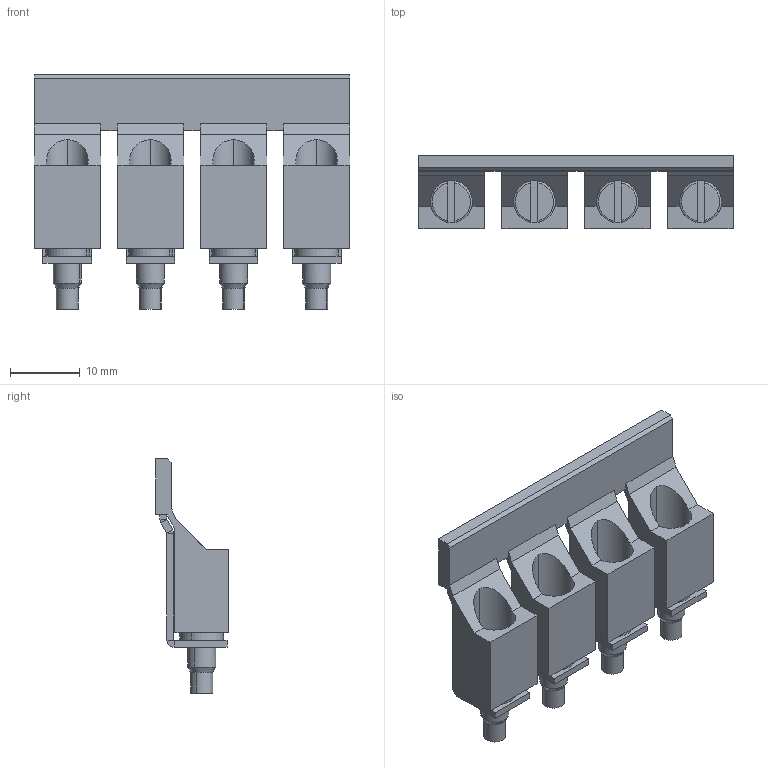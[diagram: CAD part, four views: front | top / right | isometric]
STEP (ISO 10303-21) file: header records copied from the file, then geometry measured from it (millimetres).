
FILE_DESCRIPTION(('CATIA V5R20 STEP214'),'2;1');
FILE_NAME ('386085_1', '2014-06-26T08:47:36+00:00', ('Weidmueller Interface'), ('Weidmueller'), 'CATIA Version 5 Release 20 SP 5 (IN-10)', 'CATIA V5 STEP AP214', 'none');
FILE_SCHEMA(('AUTOMOTIVE_DESIGN { 1 0 10303 214 1 1 1 1 }'));
Length unit declared in the file: millimetre
Products named in the file (1): 1055260000_WQV 16/4
Bounding box: 45.2 x 10.43 x 33.6 mm (x, y, z)
Volume: 4712 mm3; surface area: 6669.5 mm2
Topology: 5 solids, 5 shells, 249 faces, 604 edges, 369 vertices
Faces by surface type: plane 165, cylinder 52, cone 16, torus 16
Entity records: 6905 total; most frequent: CARTESIAN_POINT 1629, ORIENTED_EDGE 1208, DIRECTION 826, EDGE_CURVE 604, VECTOR 412, LINE 412, VERTEX_POINT 369, AXIS2_PLACEMENT_3D 280
